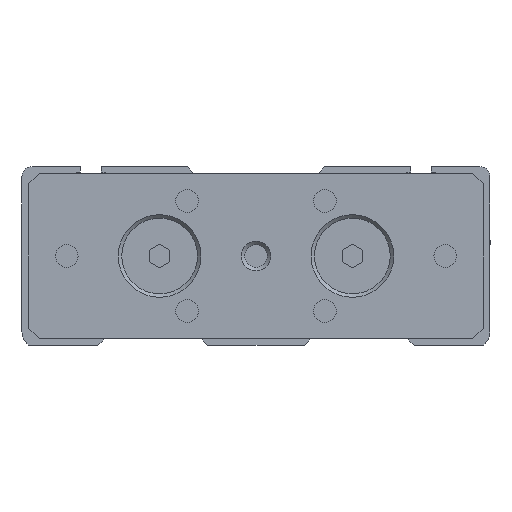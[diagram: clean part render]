
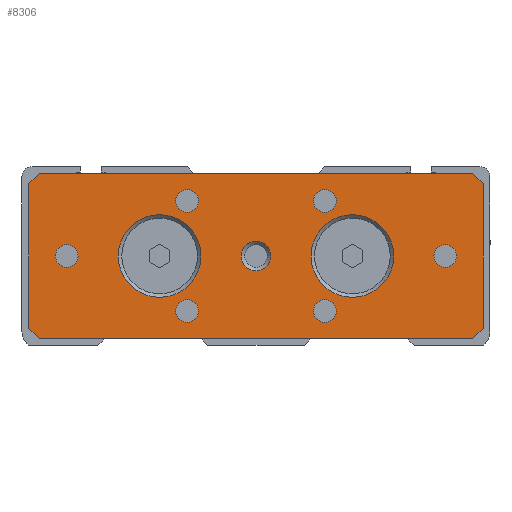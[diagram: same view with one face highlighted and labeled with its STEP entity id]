
A CAD part, left-side view. The second image highlights one B-rep face of the part: STEP entity #8306.
In plain terms, the highlighted planar face has unit normal (-1, 0, 0).
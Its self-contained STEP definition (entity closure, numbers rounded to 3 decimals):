
#7674=CARTESIAN_POINT('',(-10.,-558.,6.));
#7675=VERTEX_POINT('Vertex337',#7674);
#7676=CARTESIAN_POINT('',(-10.,-558.,-6.));
#7677=VERTEX_POINT('Vertex394',#7676);
#7678=CARTESIAN_POINT('',(-10.,-558.,0.));
#7679=DIRECTION('',(1.,0.,0.));
#7680=DIRECTION('',(0.,0.,1.));
#7681=AXIS2_PLACEMENT_3D('',#7678,#7679,#7680);
#7682=CIRCLE('nurbsCrv1676',#7681,6.);
#7683=EDGE_CURVE('Edge598',#7675,#7677,#7682,.T.);
#7685=CARTESIAN_POINT('',(-10.,-558.,0.));
#7686=DIRECTION('',(1.,0.,0.));
#7687=DIRECTION('',(0.,0.,-1.));
#7688=AXIS2_PLACEMENT_3D('',#7685,#7686,#7687);
#7689=CIRCLE('nurbsCrv1677',#7688,6.);
#7690=EDGE_CURVE('Edge599',#7677,#7675,#7689,.T.);
#7730=CARTESIAN_POINT('',(-10.,-544.,2.15));
#7731=VERTEX_POINT('Vertex339',#7730);
#7732=CARTESIAN_POINT('',(-10.,-544.,-2.15));
#7733=VERTEX_POINT('Vertex396',#7732);
#7734=CARTESIAN_POINT('',(-10.,-544.,0.));
#7735=DIRECTION('',(1.,0.,0.));
#7736=DIRECTION('',(0.,0.,1.));
#7737=AXIS2_PLACEMENT_3D('',#7734,#7735,#7736);
#7738=CIRCLE('nurbsCrv1692',#7737,2.15);
#7739=EDGE_CURVE('Edge603',#7731,#7733,#7738,.T.);
#7741=CARTESIAN_POINT('',(-10.,-544.,0.));
#7742=DIRECTION('',(1.,0.,0.));
#7743=DIRECTION('',(0.,0.,-1.));
#7744=AXIS2_PLACEMENT_3D('',#7741,#7742,#7743);
#7745=CIRCLE('nurbsCrv1693',#7744,2.15);
#7746=EDGE_CURVE('Edge604',#7733,#7731,#7745,.T.);
#7794=CARTESIAN_POINT('',(-10.,-530.,6.));
#7795=VERTEX_POINT('Vertex341',#7794);
#7796=CARTESIAN_POINT('',(-10.,-530.,-6.));
#7797=VERTEX_POINT('Vertex398',#7796);
#7798=CARTESIAN_POINT('',(-10.,-530.,0.));
#7799=DIRECTION('',(1.,0.,0.));
#7800=DIRECTION('',(0.,0.,1.));
#7801=AXIS2_PLACEMENT_3D('',#7798,#7799,#7800);
#7802=CIRCLE('nurbsCrv1714',#7801,6.);
#7803=EDGE_CURVE('Edge608',#7795,#7797,#7802,.T.);
#7805=CARTESIAN_POINT('',(-10.,-530.,0.));
#7806=DIRECTION('',(1.,0.,0.));
#7807=DIRECTION('',(0.,0.,-1.));
#7808=AXIS2_PLACEMENT_3D('',#7805,#7806,#7807);
#7809=CIRCLE('nurbsCrv1715',#7808,6.);
#7810=EDGE_CURVE('Edge609',#7797,#7795,#7809,.T.);
#7844=CARTESIAN_POINT('',(-10.,-571.5,1.65));
#7845=VERTEX_POINT('Vertex343',#7844);
#7846=CARTESIAN_POINT('',(-10.,-571.5,0.));
#7847=DIRECTION('',(1.,0.,0.));
#7848=DIRECTION('',(0.,0.,1.));
#7849=AXIS2_PLACEMENT_3D('',#7846,#7847,#7848);
#7850=CIRCLE('nurbsCrv485',#7849,1.65);
#7851=EDGE_CURVE('Edge485',#7845,#7845,#7850,.T.);
#7881=CARTESIAN_POINT('',(-10.,-554.,-6.35));
#7882=VERTEX_POINT('Vertex345',#7881);
#7883=CARTESIAN_POINT('',(-10.,-554.,-8.));
#7884=DIRECTION('',(1.,0.,0.));
#7885=DIRECTION('',(0.,0.,1.));
#7886=AXIS2_PLACEMENT_3D('',#7883,#7884,#7885);
#7887=CIRCLE('nurbsCrv487',#7886,1.65);
#7888=EDGE_CURVE('Edge487',#7882,#7882,#7887,.T.);
#7918=CARTESIAN_POINT('',(-10.,-534.,-6.35));
#7919=VERTEX_POINT('Vertex347',#7918);
#7920=CARTESIAN_POINT('',(-10.,-534.,-8.));
#7921=DIRECTION('',(1.,0.,0.));
#7922=DIRECTION('',(0.,0.,1.));
#7923=AXIS2_PLACEMENT_3D('',#7920,#7921,#7922);
#7924=CIRCLE('nurbsCrv489',#7923,1.65);
#7925=EDGE_CURVE('Edge489',#7919,#7919,#7924,.T.);
#7955=CARTESIAN_POINT('',(-10.,-554.,9.65));
#7956=VERTEX_POINT('Vertex349',#7955);
#7957=CARTESIAN_POINT('',(-10.,-554.,8.));
#7958=DIRECTION('',(1.,0.,0.));
#7959=DIRECTION('',(0.,0.,1.));
#7960=AXIS2_PLACEMENT_3D('',#7957,#7958,#7959);
#7961=CIRCLE('nurbsCrv491',#7960,1.65);
#7962=EDGE_CURVE('Edge491',#7956,#7956,#7961,.T.);
#7992=CARTESIAN_POINT('',(-10.,-534.,9.65));
#7993=VERTEX_POINT('Vertex351',#7992);
#7994=CARTESIAN_POINT('',(-10.,-534.,8.));
#7995=DIRECTION('',(1.,0.,0.));
#7996=DIRECTION('',(0.,0.,1.));
#7997=AXIS2_PLACEMENT_3D('',#7994,#7995,#7996);
#7998=CIRCLE('nurbsCrv493',#7997,1.65);
#7999=EDGE_CURVE('Edge493',#7993,#7993,#7998,.T.);
#8029=CARTESIAN_POINT('',(-10.,-516.5,1.65));
#8030=VERTEX_POINT('Vertex353',#8029);
#8031=CARTESIAN_POINT('',(-10.,-516.5,0.));
#8032=DIRECTION('',(1.,0.,0.));
#8033=DIRECTION('',(0.,0.,1.));
#8034=AXIS2_PLACEMENT_3D('',#8031,#8032,#8033);
#8035=CIRCLE('nurbsCrv495',#8034,1.65);
#8036=EDGE_CURVE('Edge495',#8030,#8030,#8035,.T.);
#8056=CARTESIAN_POINT('',(-10.,-511.,10.5));
#8057=VERTEX_POINT('Vertex356',#8056);
#8064=CARTESIAN_POINT('',(-10.,-512.5,12.));
#8065=VERTEX_POINT('Vertex357',#8064);
#8066=CARTESIAN_POINT('',(-10.,-511.75,11.25));
#8067=DIRECTION('',(0.,-0.707,0.707
));
#8068=VECTOR('',#8067,1.);
#8069=LINE('nurbsCrv498',#8066,#8068);
#8070=EDGE_CURVE('Edge498',#8057,#8065,#8069,.T.);
#8094=CARTESIAN_POINT('',(-10.,-511.,-10.5));
#8095=VERTEX_POINT('Vertex359',#8094);
#8102=CARTESIAN_POINT('',(-10.,-511.,0.));
#8103=DIRECTION('',(0.,0.,1.));
#8104=VECTOR('',#8103,1.);
#8105=LINE('nurbsCrv502',#8102,#8104);
#8106=EDGE_CURVE('Edge502',#8095,#8057,#8105,.T.);
#8125=CARTESIAN_POINT('',(-10.,-512.5,-12.));
#8126=VERTEX_POINT('Vertex361',#8125);
#8133=CARTESIAN_POINT('',(-10.,-511.75,-11.25));
#8134=DIRECTION('',(0.,-0.707,
-0.707));
#8135=VECTOR('',#8134,1.);
#8136=LINE('nurbsCrv505',#8133,#8135);
#8137=EDGE_CURVE('Edge505',#8095,#8126,#8136,.T.);
#8156=CARTESIAN_POINT('',(-10.,-575.5,-12.));
#8157=VERTEX_POINT('Vertex363',#8156);
#8164=CARTESIAN_POINT('',(-10.,-544.,-12.));
#8165=DIRECTION('',(0.,-1.,0.));
#8166=VECTOR('',#8165,1.);
#8167=LINE('nurbsCrv508',#8164,#8166);
#8168=EDGE_CURVE('Edge508',#8126,#8157,#8167,.T.);
#8187=CARTESIAN_POINT('',(-10.,-577.,-10.5));
#8188=VERTEX_POINT('Vertex365',#8187);
#8195=CARTESIAN_POINT('',(-10.,-576.25,-11.25));
#8196=DIRECTION('',(0.,0.707,-0.707)
);
#8197=VECTOR('',#8196,1.);
#8198=LINE('nurbsCrv511',#8195,#8197);
#8199=EDGE_CURVE('Edge511',#8188,#8157,#8198,.T.);
#8219=CARTESIAN_POINT('',(-10.,-575.5,12.));
#8220=VERTEX_POINT('Vertex367',#8219);
#8221=CARTESIAN_POINT('',(-10.,-544.,12.));
#8222=DIRECTION('',(0.,-1.,0.));
#8223=VECTOR('',#8222,1.);
#8224=LINE('nurbsCrv513',#8221,#8223);
#8225=EDGE_CURVE('Edge513',#8065,#8220,#8224,.T.);
#8249=ORIENTED_EDGE('Edgeuse1000',*,*,#8225,.F.);
#8250=ORIENTED_EDGE('Edgeuse1001',*,*,#8070,.F.);
#8251=ORIENTED_EDGE('Edgeuse1002',*,*,#8106,.F.);
#8252=ORIENTED_EDGE('Edgeuse1003',*,*,#8137,.T.);
#8253=ORIENTED_EDGE('Edgeuse1004',*,*,#8168,.T.);
#8254=ORIENTED_EDGE('Edgeuse1005',*,*,#8199,.F.);
#8255=CARTESIAN_POINT('',(-10.,-577.,10.5));
#8256=VERTEX_POINT('Vertex368',#8255);
#8257=CARTESIAN_POINT('',(-10.,-577.,0.));
#8258=DIRECTION('',(0.,0.,1.));
#8259=VECTOR('',#8258,1.);
#8260=LINE('nurbsCrv515',#8257,#8259);
#8261=EDGE_CURVE('Edge515',#8188,#8256,#8260,.T.);
#8262=ORIENTED_EDGE('Edgeuse1006',*,*,#8261,.T.);
#8263=CARTESIAN_POINT('',(-10.,-576.25,11.25));
#8264=DIRECTION('',(0.,-0.707,
-0.707));
#8265=VECTOR('',#8264,1.);
#8266=LINE('nurbsCrv516',#8263,#8265);
#8267=EDGE_CURVE('Edge516',#8220,#8256,#8266,.T.);
#8268=ORIENTED_EDGE('Edgeuse1007',*,*,#8267,.F.);
#8269=EDGE_LOOP('',(#8249,#8250,#8251,#8252,#8253,#8254,#8262,#8268));
#8270=FACE_OUTER_BOUND('',#8269,.T.);
#8271=ORIENTED_EDGE('Edgeuse1008',*,*,#7851,.T.);
#8272=EDGE_LOOP('',(#8271));
#8273=FACE_BOUND('',#8272,.T.);
#8274=ORIENTED_EDGE('Edgeuse1009',*,*,#7888,.T.);
#8275=EDGE_LOOP('',(#8274));
#8276=FACE_BOUND('',#8275,.T.);
#8277=ORIENTED_EDGE('Edgeuse1010',*,*,#7925,.T.);
#8278=EDGE_LOOP('',(#8277));
#8279=FACE_BOUND('',#8278,.T.);
#8280=ORIENTED_EDGE('Edgeuse1011',*,*,#7962,.T.);
#8281=EDGE_LOOP('',(#8280));
#8282=FACE_BOUND('',#8281,.T.);
#8283=ORIENTED_EDGE('Edgeuse1012',*,*,#7999,.T.);
#8284=EDGE_LOOP('',(#8283));
#8285=FACE_BOUND('',#8284,.T.);
#8286=ORIENTED_EDGE('Edgeuse1013',*,*,#8036,.T.);
#8287=EDGE_LOOP('',(#8286));
#8288=FACE_BOUND('',#8287,.T.);
#8289=ORIENTED_EDGE('Edgeuse1216',*,*,#7803,.T.);
#8290=ORIENTED_EDGE('Edgeuse1218',*,*,#7810,.T.);
#8291=EDGE_LOOP('',(#8289,#8290));
#8292=FACE_BOUND('',#8291,.T.);
#8293=ORIENTED_EDGE('Edgeuse1206',*,*,#7739,.T.);
#8294=ORIENTED_EDGE('Edgeuse1208',*,*,#7746,.T.);
#8295=EDGE_LOOP('',(#8293,#8294));
#8296=FACE_BOUND('',#8295,.T.);
#8297=ORIENTED_EDGE('Edgeuse1196',*,*,#7683,.T.);
#8298=ORIENTED_EDGE('Edgeuse1198',*,*,#7690,.T.);
#8299=EDGE_LOOP('',(#8297,#8298));
#8300=FACE_BOUND('',#8299,.T.);
#8301=CARTESIAN_POINT('',(-10.,-544.,0.));
#8302=DIRECTION('',(-1.,0.,0.));
#8303=DIRECTION('',(0.,0.,-1.));
#8304=AXIS2_PLACEMENT_3D('',#8301,#8302,#8303);
#8305=PLANE('nurbsSrf215',#8304);
#8306=ADVANCED_FACE('Face215',(#8270,#8273,#8276,#8279,#8282,#8285,#8288,#8292,
#8296,#8300),#8305,.T.);
